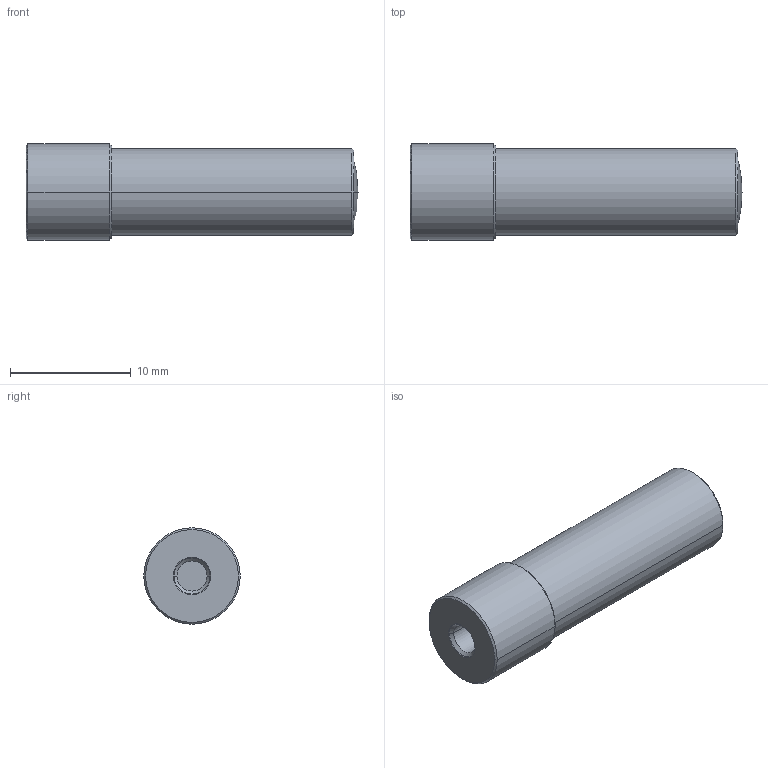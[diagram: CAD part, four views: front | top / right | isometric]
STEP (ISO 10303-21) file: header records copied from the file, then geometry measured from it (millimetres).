
FILE_DESCRIPTION((''),'2;1');
FILE_NAME('517','2021-09-29T16:48:31',('Administrator'),(''),'CREO PARAMETRIC BY PTC INC, 2018400','CREO PARAMETRIC BY PTC INC, 2018400','');
FILE_SCHEMA(('CONFIG_CONTROL_DESIGN'));
Length unit declared in the file: millimetre
Products named in the file (1): 517
Bounding box: 27.55 x 8 x 8 mm (x, y, z)
Volume: 1052.3 mm3; surface area: 1169.9 mm2
Topology: 1 solids, 2 shells, 24 faces, 50 edges, 29 vertices
Faces by surface type: cylinder 10, cone 8, plane 4, sphere 2
Entity records: 674 total; most frequent: DIRECTION 128, CARTESIAN_POINT 102, ORIENTED_EDGE 92, AXIS2_PLACEMENT_3D 55, EDGE_CURVE 48, CIRCLE 30, VERTEX_POINT 29, EDGE_LOOP 27
